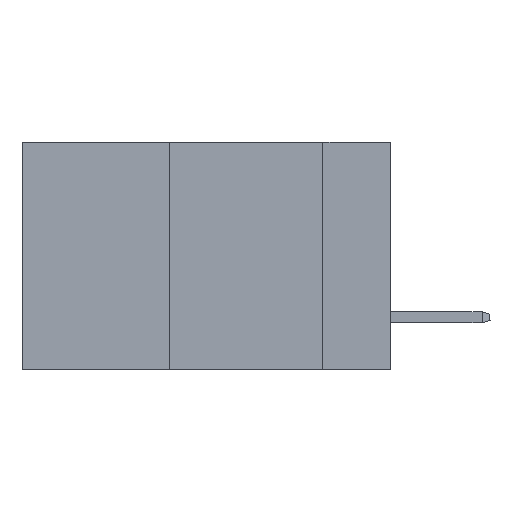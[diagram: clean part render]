
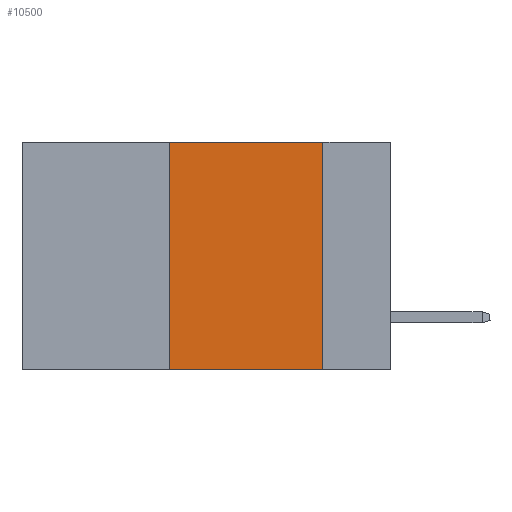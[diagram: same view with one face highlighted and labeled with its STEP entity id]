
A CAD part, left-side view. The second image highlights one B-rep face of the part: STEP entity #10500.
In plain terms, the highlighted planar face has unit normal (-1, 0, 0).
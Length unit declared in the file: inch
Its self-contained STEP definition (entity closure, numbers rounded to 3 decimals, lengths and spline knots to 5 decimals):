
#372 = CARTESIAN_POINT ( 'NONE',  ( 0., 0.6, -0.37 ) ) ;
#508 = CARTESIAN_POINT ( 'NONE',  ( 0., 0.11, 0. ) ) ;
#608 = VERTEX_POINT ( 'NONE', #11285 ) ;
#804 = CARTESIAN_POINT ( 'NONE',  ( 0., 0.11, -0.37 ) ) ;
#931 = DIRECTION ( 'NONE',  ( 0., 0., 1. ) ) ;
#1222 = ORIENTED_EDGE ( 'NONE', *, *, #19597, .T. ) ;
#1858 = CARTESIAN_POINT ( 'NONE',  ( 0., 0.6, 0. ) ) ;
#2878 = EDGE_CURVE ( 'NONE', #20978, #608, #11604, .T. ) ;
#5910 = CARTESIAN_POINT ( 'NONE',  ( 0., 0.36, -0.37 ) ) ;
#6012 = VERTEX_POINT ( 'NONE', #804 ) ;
#7984 = DIRECTION ( 'NONE',  ( 1., 0., 0. ) ) ;
#8001 = VECTOR ( 'NONE', #931, 39.37008 ) ;
#8450 = EDGE_CURVE ( 'NONE', #608, #6012, #22473, .T. ) ;
#8733 = CARTESIAN_POINT ( 'NONE',  ( 0., 0.36, 0. ) ) ;
#10500 = ADVANCED_FACE ( 'NONE', ( #18630 ), #21809, .F. ) ;
#10551 = CARTESIAN_POINT ( 'NONE',  ( 0., 0.6, 0. ) ) ;
#10761 = EDGE_CURVE ( 'NONE', #19924, #20978, #23554, .T. ) ;
#11285 = CARTESIAN_POINT ( 'NONE',  ( 0., 0.11, 0. ) ) ;
#11604 = LINE ( 'NONE', #1858, #23643 ) ;
#11878 = DIRECTION ( 'NONE',  ( 0., 0., -1. ) ) ;
#15031 = VECTOR ( 'NONE', #19373, 39.37008 ) ;
#15042 = DIRECTION ( 'NONE',  ( 0., -1., 0. ) ) ;
#15096 = ORIENTED_EDGE ( 'NONE', *, *, #10761, .F. ) ;
#15923 = EDGE_LOOP ( 'NONE', ( #20752, #21842, #15096, #1222 ) ) ;
#18630 = FACE_OUTER_BOUND ( 'NONE', #15923, .T. ) ;
#19373 = DIRECTION ( 'NONE',  ( 0., -1., 0. ) ) ;
#19597 = EDGE_CURVE ( 'NONE', #19924, #6012, #20933, .T. ) ;
#19924 = VERTEX_POINT ( 'NONE', #5910 ) ;
#20388 = CARTESIAN_POINT ( 'NONE',  ( 0., 0.36, 0. ) ) ;
#20752 = ORIENTED_EDGE ( 'NONE', *, *, #8450, .F. ) ;
#20933 = LINE ( 'NONE', #372, #15031 ) ;
#20978 = VERTEX_POINT ( 'NONE', #20388 ) ;
#21066 = VECTOR ( 'NONE', #21384, 39.37008 ) ;
#21384 = DIRECTION ( 'NONE',  ( 0., 0., -1. ) ) ;
#21809 = PLANE ( 'NONE',  #22954 ) ;
#21842 = ORIENTED_EDGE ( 'NONE', *, *, #2878, .F. ) ;
#22473 = LINE ( 'NONE', #508, #21066 ) ;
#22954 = AXIS2_PLACEMENT_3D ( 'NONE', #10551, #7984, #11878 ) ;
#23554 = LINE ( 'NONE', #8733, #8001 ) ;
#23643 = VECTOR ( 'NONE', #15042, 39.37008 ) ;
